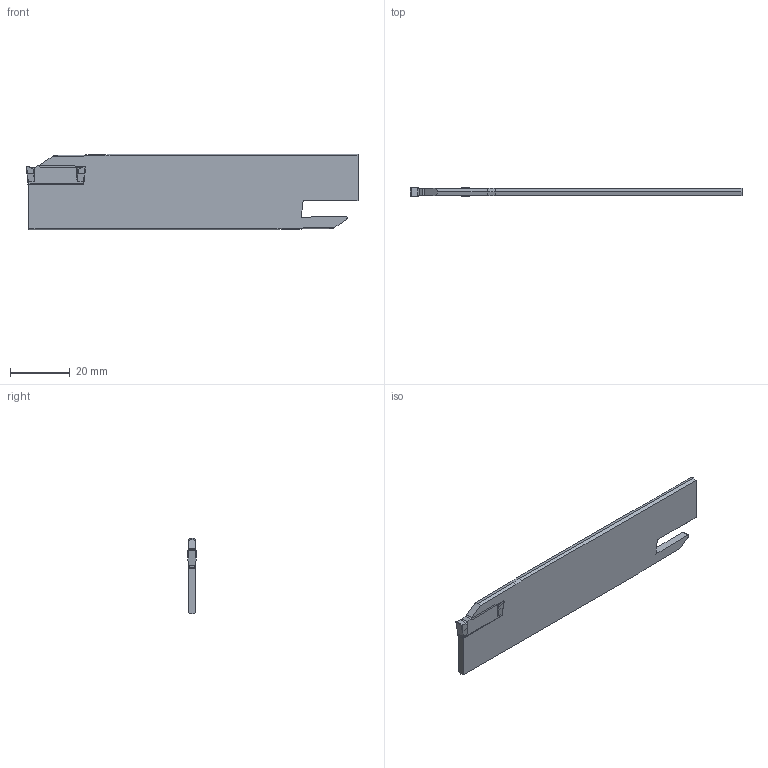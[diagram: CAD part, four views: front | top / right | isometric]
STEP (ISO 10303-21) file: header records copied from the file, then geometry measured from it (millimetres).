
FILE_DESCRIPTION(/* description */ (''),/* implementation_level */ '2;1');
FILE_NAME(/* name */ 'AKL-I-26-3.stp',/* time_stamp */ '2023-10-31T20:36:26+03:00',/* author */ (''),/* organization */ (''),/* preprocessor_version */ 'ST-DEVELOPER v19.4',/* originating_system */ 'SIEMENS PLM Software NX2306.3001',/* authorisation */ '');
FILE_SCHEMA (('AUTOMOTIVE_DESIGN { 1 0 10303 214 3 1 1 1 }'));
Length unit declared in the file: millimetre
Products named in the file (1): AKL-I-26-3_objects
Bounding box: 111 x 3.1 x 25.36 mm (x, y, z)
Volume: 6273.3 mm3; surface area: 6081.2 mm2
Topology: 2 solids, 2 shells, 94 faces, 262 edges, 172 vertices
Faces by surface type: plane 52, cylinder 34, bspline 4, revolution 4
Entity records: 3309 total; most frequent: CARTESIAN_POINT 829, ORIENTED_EDGE 524, DIRECTION 502, EDGE_CURVE 262, VERTEX_POINT 172, LINE 168, VECTOR 168, AXIS2_PLACEMENT_3D 165
